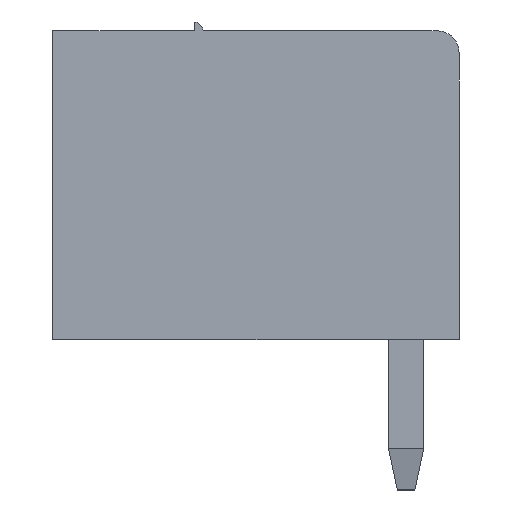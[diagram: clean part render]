
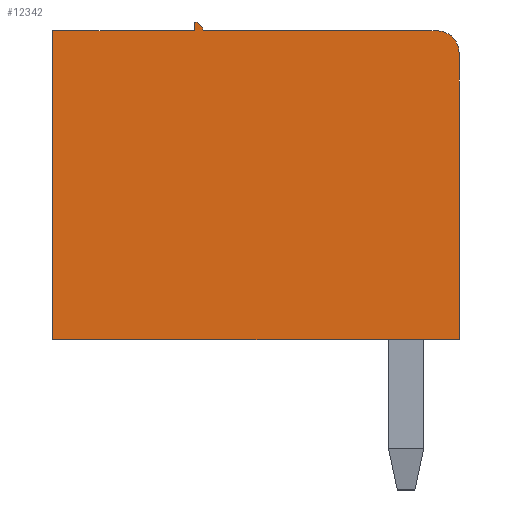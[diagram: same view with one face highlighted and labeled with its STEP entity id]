
A CAD part, left-side view. The second image highlights one B-rep face of the part: STEP entity #12342.
In plain terms, the highlighted planar face has unit normal (-1, 0, 0).
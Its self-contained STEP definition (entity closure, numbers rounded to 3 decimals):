
#83 = CARTESIAN_POINT ( 'NONE',  ( 0., 0., 6.5 ) ) ;
#291 = EDGE_LOOP ( 'NONE', ( #19532, #17363, #33476, #19797, #36113, #30548, #23156, #38565 ) ) ;
#1855 = DIRECTION ( 'NONE',  ( 0., -1., 0. ) ) ;
#3195 = VERTEX_POINT ( 'NONE', #31364 ) ;
#3355 = AXIS2_PLACEMENT_3D ( 'NONE', #22558, #40450, #15345 ) ;
#3992 = EDGE_CURVE ( 'NONE', #9944, #26208, #21868, .T. ) ;
#4474 = EDGE_CURVE ( 'NONE', #10715, #19634, #23578, .T. ) ;
#5401 = EDGE_CURVE ( 'NONE', #10715, #30184, #6272, .T. ) ;
#6105 = PLANE ( 'NONE',  #9822 ) ;
#6272 = LINE ( 'NONE', #38368, #22516 ) ;
#6789 = CARTESIAN_POINT ( 'NONE',  ( 0., 5.8, 7. ) ) ;
#9310 = CARTESIAN_POINT ( 'NONE',  ( 0., 6., 7. ) ) ;
#9511 = CARTESIAN_POINT ( 'NONE',  ( 0., 9.2, 7. ) ) ;
#9822 = AXIS2_PLACEMENT_3D ( 'NONE', #23112, #34454, #34192 ) ;
#9944 = VERTEX_POINT ( 'NONE', #6789 ) ;
#10715 = VERTEX_POINT ( 'NONE', #29754 ) ;
#10942 = DIRECTION ( 'NONE',  ( 0., -1., 0. ) ) ;
#12279 = DIRECTION ( 'NONE',  ( 0., 0., -1. ) ) ;
#12342 = ADVANCED_FACE ( 'NONE', ( #12397 ), #6105, .F. ) ;
#12397 = FACE_OUTER_BOUND ( 'NONE', #291, .T. ) ;
#12694 = DIRECTION ( 'NONE',  ( -1., 0., 0. ) ) ;
#13720 = DIRECTION ( 'NONE',  ( 0., -1., 0. ) ) ;
#13979 = VECTOR ( 'NONE', #10942, 1000. ) ;
#15345 = DIRECTION ( 'NONE',  ( 0., 0., 1. ) ) ;
#16115 = EDGE_CURVE ( 'NONE', #25737, #32823, #29100, .T. ) ;
#16997 = CARTESIAN_POINT ( 'NONE',  ( 0., 0.5, 7. ) ) ;
#17363 = ORIENTED_EDGE ( 'NONE', *, *, #16115, .T. ) ;
#17521 = EDGE_CURVE ( 'NONE', #30184, #25737, #24041, .T. ) ;
#17895 = CARTESIAN_POINT ( 'NONE',  ( 0., 9.2, 7. ) ) ;
#19490 = VECTOR ( 'NONE', #37668, 1000. ) ;
#19532 = ORIENTED_EDGE ( 'NONE', *, *, #17521, .T. ) ;
#19622 = CARTESIAN_POINT ( 'NONE',  ( 0., 0., 0. ) ) ;
#19634 = VERTEX_POINT ( 'NONE', #32558 ) ;
#19797 = ORIENTED_EDGE ( 'NONE', *, *, #3992, .T. ) ;
#20080 = DIRECTION ( 'NONE',  ( 0., 0., 1. ) ) ;
#20327 = EDGE_CURVE ( 'NONE', #26208, #3195, #41143, .T. ) ;
#21868 = CIRCLE ( 'NONE', #3355, 0.2 ) ;
#22312 = LINE ( 'NONE', #17895, #13979 ) ;
#22516 = VECTOR ( 'NONE', #13720, 1000. ) ;
#22558 = CARTESIAN_POINT ( 'NONE',  ( 0., 6., 7. ) ) ;
#22646 = CARTESIAN_POINT ( 'NONE',  ( 0., 9.2, 7. ) ) ;
#23112 = CARTESIAN_POINT ( 'NONE',  ( 0., 9.2, 7. ) ) ;
#23156 = ORIENTED_EDGE ( 'NONE', *, *, #4474, .F. ) ;
#23367 = CARTESIAN_POINT ( 'NONE',  ( 0., 0., 7. ) ) ;
#23578 = LINE ( 'NONE', #22646, #27628 ) ;
#23584 = DIRECTION ( 'NONE',  ( 0., 0., 1. ) ) ;
#24041 = LINE ( 'NONE', #23367, #42582 ) ;
#25737 = VERTEX_POINT ( 'NONE', #83 ) ;
#26145 = VECTOR ( 'NONE', #1855, 1000. ) ;
#26208 = VERTEX_POINT ( 'NONE', #43180 ) ;
#27205 = EDGE_CURVE ( 'NONE', #9944, #32823, #22312, .T. ) ;
#27628 = VECTOR ( 'NONE', #20080, 1000. ) ;
#29100 = CIRCLE ( 'NONE', #43197, 0.5 ) ;
#29754 = CARTESIAN_POINT ( 'NONE',  ( 0., 9.2, 0. ) ) ;
#30110 = CARTESIAN_POINT ( 'NONE',  ( 0., 0.5, 6.5 ) ) ;
#30184 = VERTEX_POINT ( 'NONE', #19622 ) ;
#30548 = ORIENTED_EDGE ( 'NONE', *, *, #45101, .F. ) ;
#31364 = CARTESIAN_POINT ( 'NONE',  ( 0., 6., 7. ) ) ;
#32558 = CARTESIAN_POINT ( 'NONE',  ( 0., 9.2, 7. ) ) ;
#32823 = VERTEX_POINT ( 'NONE', #16997 ) ;
#33476 = ORIENTED_EDGE ( 'NONE', *, *, #27205, .F. ) ;
#34192 = DIRECTION ( 'NONE',  ( 0., 0., -1. ) ) ;
#34454 = DIRECTION ( 'NONE',  ( 1., 0., 0. ) ) ;
#36113 = ORIENTED_EDGE ( 'NONE', *, *, #20327, .T. ) ;
#37668 = DIRECTION ( 'NONE',  ( 0., 0., -1. ) ) ;
#38368 = CARTESIAN_POINT ( 'NONE',  ( 0., 9.2, 0. ) ) ;
#38565 = ORIENTED_EDGE ( 'NONE', *, *, #5401, .T. ) ;
#40450 = DIRECTION ( 'NONE',  ( -1., 0., 0. ) ) ;
#41109 = LINE ( 'NONE', #9511, #26145 ) ;
#41143 = LINE ( 'NONE', #9310, #19490 ) ;
#42582 = VECTOR ( 'NONE', #23584, 1000. ) ;
#43180 = CARTESIAN_POINT ( 'NONE',  ( 0., 6., 7.2 ) ) ;
#43197 = AXIS2_PLACEMENT_3D ( 'NONE', #30110, #12694, #12279 ) ;
#45101 = EDGE_CURVE ( 'NONE', #19634, #3195, #41109, .T. ) ;
